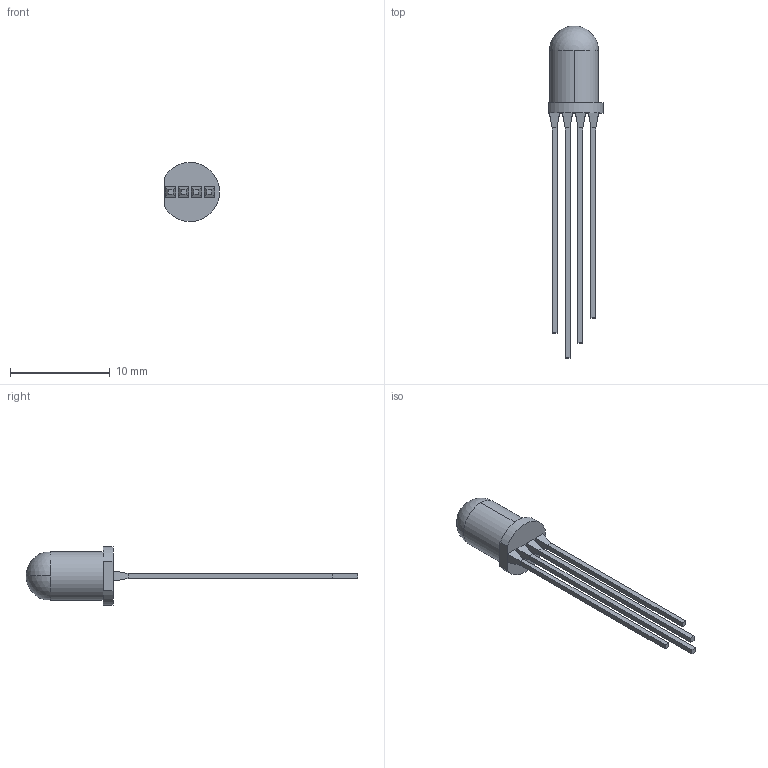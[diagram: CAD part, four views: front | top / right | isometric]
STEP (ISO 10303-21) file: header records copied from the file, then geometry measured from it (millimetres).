
FILE_DESCRIPTION (( 'STEP AP214' ), '1' );
FILE_NAME ('5mm RGB LED.STEP', '2025-02-13T01:38:21', ( '' ), ( '' ), 'SwSTEP 2.0', 'SolidWorks 2021', '' );
FILE_SCHEMA (( 'AUTOMOTIVE_DESIGN' ));
Length unit declared in the file: millimetre
Products named in the file (1): 5mm RGB LED
Bounding box: 5.5 x 33.2 x 5.9 mm (x, y, z)
Volume: 181 mm3; surface area: 356.5 mm2
Topology: 5 solids, 5 shells, 52 faces, 114 edges, 75 vertices
Faces by surface type: plane 47, cylinder 3, sphere 2
Entity records: 1464 total; most frequent: CARTESIAN_POINT 240, DIRECTION 228, ORIENTED_EDGE 224, EDGE_CURVE 112, VECTOR 102, LINE 102, VERTEX_POINT 75, AXIS2_PLACEMENT_3D 63
